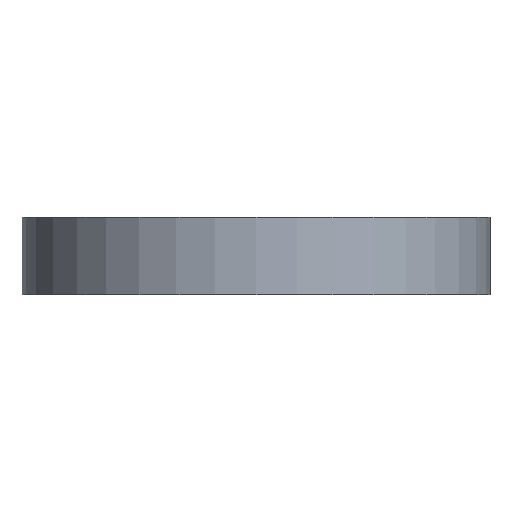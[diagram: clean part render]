
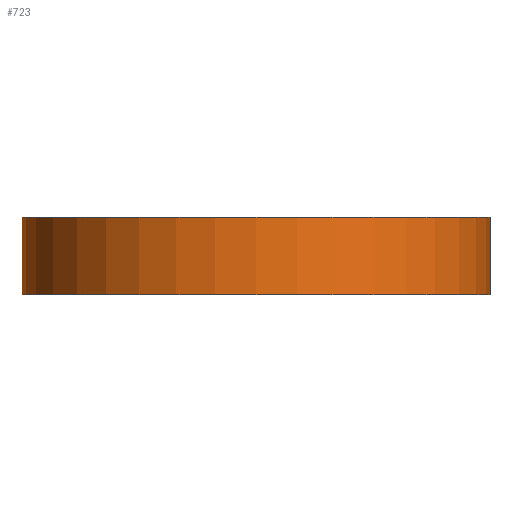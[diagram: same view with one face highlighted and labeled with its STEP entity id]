
A CAD part, front view. The second image highlights one B-rep face of the part: STEP entity #723.
In plain terms, the highlighted cylindrical face has radius 15 mm (diameter 30 mm), a full revolution.
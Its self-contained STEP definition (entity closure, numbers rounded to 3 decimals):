
#70=FACE_OUTER_BOUND('',#107,.T.);
#107=EDGE_LOOP('',(#589,#590,#591,#592));
#172=LINE('',#1271,#225);
#225=VECTOR('',#1055,15.);
#276=CIRCLE('',#825,15.);
#277=CIRCLE('',#826,15.);
#346=VERTEX_POINT('',#1268);
#347=VERTEX_POINT('',#1270);
#450=EDGE_CURVE('',#346,#346,#276,.T.);
#451=EDGE_CURVE('',#346,#347,#172,.T.);
#452=EDGE_CURVE('',#347,#347,#277,.T.);
#589=ORIENTED_EDGE('',*,*,#450,.F.);
#590=ORIENTED_EDGE('',*,*,#451,.T.);
#591=ORIENTED_EDGE('',*,*,#452,.T.);
#592=ORIENTED_EDGE('',*,*,#451,.F.);
#688=CYLINDRICAL_SURFACE('',#824,15.);
#723=ADVANCED_FACE('',(#70),#688,.T.);
#824=AXIS2_PLACEMENT_3D('',#1267,#1051,#1052);
#825=AXIS2_PLACEMENT_3D('',#1269,#1053,#1054);
#826=AXIS2_PLACEMENT_3D('',#1272,#1056,#1057);
#1051=DIRECTION('center_axis',(0.,0.,1.));
#1052=DIRECTION('ref_axis',(1.,0.,0.));
#1053=DIRECTION('center_axis',(0.,0.,1.));
#1054=DIRECTION('ref_axis',(1.,0.,0.));
#1055=DIRECTION('',(0.,0.,-1.));
#1056=DIRECTION('center_axis',(0.,0.,1.));
#1057=DIRECTION('ref_axis',(1.,0.,0.));
#1267=CARTESIAN_POINT('Origin',(0.,0.,0.));
#1268=CARTESIAN_POINT('',(-15.,0.,5.));
#1269=CARTESIAN_POINT('Origin',(0.,0.,5.));
#1270=CARTESIAN_POINT('',(-15.,0.,0.));
#1271=CARTESIAN_POINT('',(-15.,0.,0.));
#1272=CARTESIAN_POINT('Origin',(0.,0.,0.));
